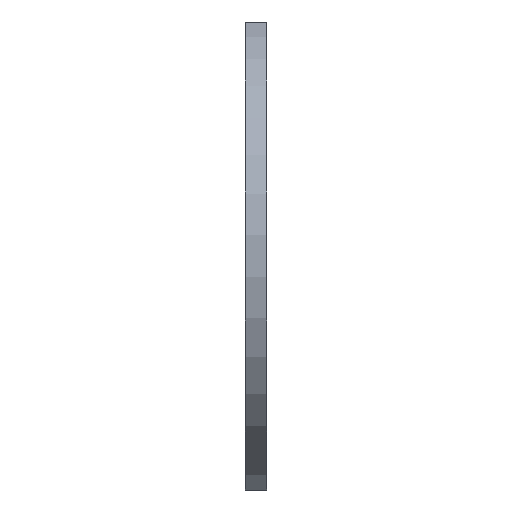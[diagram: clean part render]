
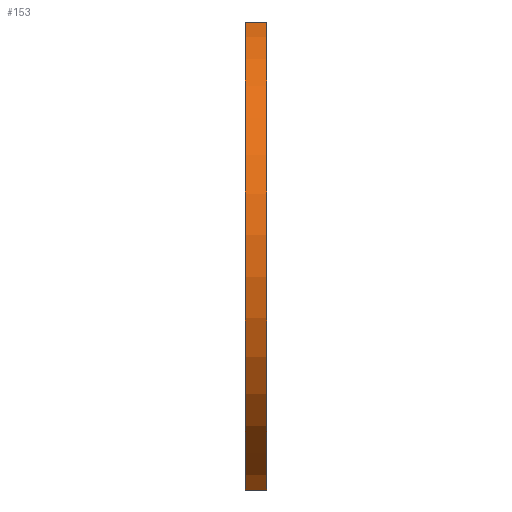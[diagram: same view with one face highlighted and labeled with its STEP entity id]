
A CAD part, left-side view. The second image highlights one B-rep face of the part: STEP entity #153.
In plain terms, the highlighted cylindrical face has radius 57.333 mm (diameter 114.665 mm), a partial arc.
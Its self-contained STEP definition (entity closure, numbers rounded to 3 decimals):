
#101=CARTESIAN_POINT('Vertex',(-61.658,0.,-60.748)) ;
#104=CARTESIAN_POINT('Line Origine',(-61.658,2.5,-60.748)) ;
#108=CARTESIAN_POINT('Vertex',(-61.658,5.,-60.748)) ;
#123=CARTESIAN_POINT('Axis2P3D Location',(-45.47,2.5,-5.748)) ;
#128=CARTESIAN_POINT('Axis2P3D Location',(-45.47,0.,-5.748)) ;
#132=CARTESIAN_POINT('Vertex',(-61.658,0.,49.252)) ;
#135=CARTESIAN_POINT('Line Origine',(-61.658,5.,49.252)) ;
#139=CARTESIAN_POINT('Vertex',(-61.658,5.,49.252)) ;
#142=CARTESIAN_POINT('Axis2P3D Location',(-45.47,5.,-5.748)) ;
#105=DIRECTION('Vector Direction',(0.,1.,0.)) ;
#124=DIRECTION('Axis2P3D Direction',(0.,1.,0.)) ;
#125=DIRECTION('Axis2P3D XDirection',(-0.282,0.,-0.959)) ;
#129=DIRECTION('Axis2P3D Direction',(0.,1.,0.)) ;
#136=DIRECTION('Vector Direction',(0.,1.,0.)) ;
#143=DIRECTION('Axis2P3D Direction',(0.,1.,0.)) ;
#126=AXIS2_PLACEMENT_3D('Cylinder Axis2P3D',#123,#124,#125) ;
#130=AXIS2_PLACEMENT_3D('Circle Axis2P3D',#128,#129,$) ;
#144=AXIS2_PLACEMENT_3D('Circle Axis2P3D',#142,#143,$) ;
#148=ORIENTED_EDGE('',*,*,#110,.F.) ;
#149=ORIENTED_EDGE('',*,*,#134,.T.) ;
#150=ORIENTED_EDGE('',*,*,#141,.T.) ;
#151=ORIENTED_EDGE('',*,*,#146,.F.) ;
#106=VECTOR('Line Direction',#105,1.) ;
#137=VECTOR('Line Direction',#136,1.) ;
#153=ADVANCED_FACE('PartBody',(#152),#127,.T.) ;
#131=CIRCLE('generated circle',#130,57.333) ;
#145=CIRCLE('generated circle',#144,57.333) ;
#127=CYLINDRICAL_SURFACE('generated cylinder',#126,57.333) ;
#110=EDGE_CURVE('',#102,#109,#107,.T.) ;
#134=EDGE_CURVE('',#102,#133,#131,.T.) ;
#141=EDGE_CURVE('',#133,#140,#138,.T.) ;
#146=EDGE_CURVE('',#109,#140,#145,.T.) ;
#147=EDGE_LOOP('',(#148,#149,#150,#151)) ;
#152=FACE_OUTER_BOUND('',#147,.T.) ;
#107=LINE('Line',#104,#106) ;
#138=LINE('Line',#135,#137) ;
#102=VERTEX_POINT('',#101) ;
#109=VERTEX_POINT('',#108) ;
#133=VERTEX_POINT('',#132) ;
#140=VERTEX_POINT('',#139) ;
